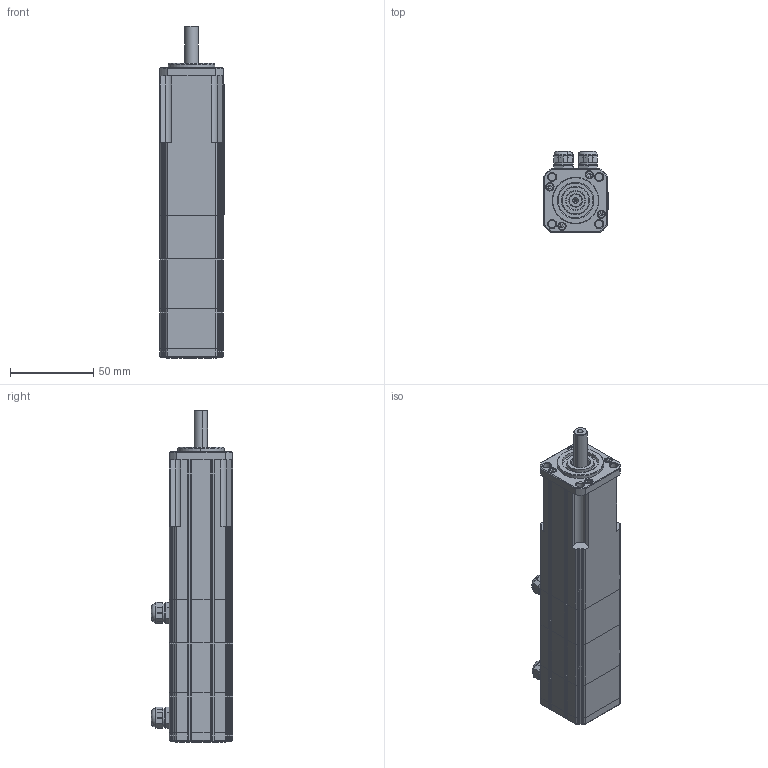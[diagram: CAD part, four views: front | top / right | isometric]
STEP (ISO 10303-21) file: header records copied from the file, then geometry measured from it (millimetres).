
FILE_DESCRIPTION((''),'2;1');
FILE_NAME('FP-23 + ENCODER SCANCON + HALL + FRE.stp','2013-01-04T09:14:32',('arodrigo'),(''),'Autodesk Inventor 9','Autodesk Inventor 9','');
FILE_SCHEMA(('AUTOMOTIVE_DESIGN { 1 0 10303 214 1 1 1 1 }'));
Length unit declared in the file: millimetre
Products named in the file (1): Pieza1
Bounding box: 38.5 x 48.7 x 199.5 mm (x, y, z)
Volume: 239597.1 mm3; surface area: 37534.7 mm2
Topology: 1 solids, 9 shells, 965 faces, 2242 edges, 1341 vertices
Faces by surface type: plane 628, cylinder 182, cone 70, bspline 61, torus 24
Entity records: 27501 total; most frequent: CARTESIAN_POINT 5774, DIRECTION 4526, ORIENTED_EDGE 4448, EDGE_CURVE 2224, VECTOR 1524, LINE 1524, AXIS2_PLACEMENT_3D 1501, VERTEX_POINT 1341
